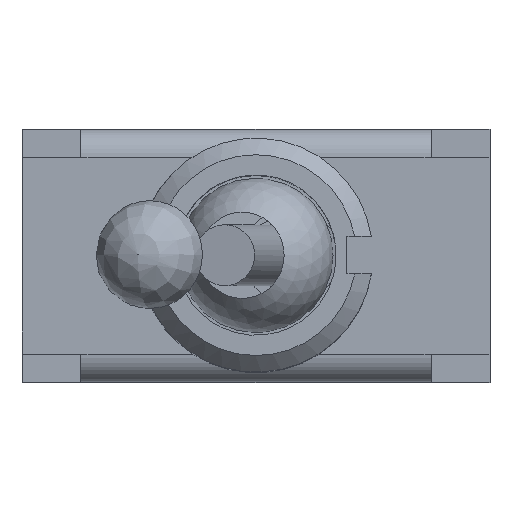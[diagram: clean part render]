
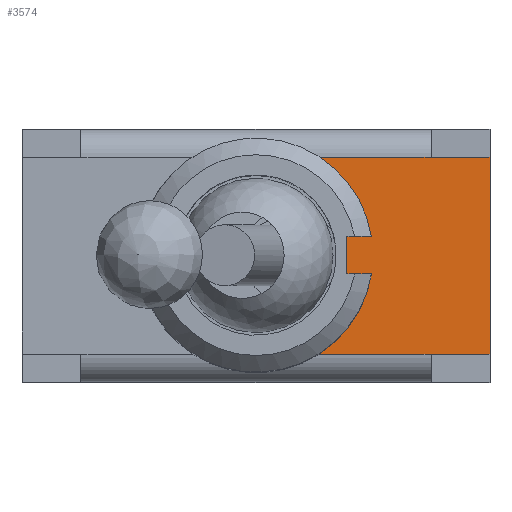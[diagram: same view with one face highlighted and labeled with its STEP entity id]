
A CAD part, top view. The second image highlights one B-rep face of the part: STEP entity #3574.
In plain terms, the highlighted planar face has unit normal (0, 0, 1).
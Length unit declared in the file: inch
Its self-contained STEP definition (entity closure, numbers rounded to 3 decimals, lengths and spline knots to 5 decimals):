
#130=PLANE('',#3890);
#328=FACE_OUTER_BOUND('',#547,.T.);
#547=EDGE_LOOP('',(#2863,#2864,#2865,#2866,#2867,#2868,#2869,#2870,#2871,
#2872));
#834=LINE('',#5630,#1236);
#837=LINE('',#5636,#1239);
#839=LINE('',#5639,#1241);
#846=LINE('',#5669,#1248);
#847=LINE('',#5671,#1249);
#848=LINE('',#5673,#1250);
#849=LINE('',#5675,#1251);
#850=LINE('',#5676,#1252);
#1236=VECTOR('',#4527,0.3937);
#1239=VECTOR('',#4532,0.3937);
#1241=VECTOR('',#4536,0.3937);
#1248=VECTOR('',#4569,0.3937);
#1249=VECTOR('',#4570,0.3937);
#1250=VECTOR('',#4571,0.3937);
#1251=VECTOR('',#4572,0.3937);
#1252=VECTOR('',#4573,0.3937);
#1525=CIRCLE('',#3879,0.125);
#1527=CIRCLE('',#3881,0.125);
#1709=VERTEX_POINT('',#5558);
#1711=VERTEX_POINT('',#5563);
#1718=VERTEX_POINT('',#5627);
#1719=VERTEX_POINT('',#5629);
#1720=VERTEX_POINT('',#5633);
#1721=VERTEX_POINT('',#5635);
#1731=VERTEX_POINT('',#5668);
#1732=VERTEX_POINT('',#5670);
#1733=VERTEX_POINT('',#5672);
#1734=VERTEX_POINT('',#5674);
#2117=EDGE_CURVE('',#1719,#1718,#834,.T.);
#2120=EDGE_CURVE('',#1721,#1720,#837,.T.);
#2122=EDGE_CURVE('',#1720,#1719,#839,.T.);
#2123=EDGE_CURVE('',#1711,#1721,#1525,.T.);
#2125=EDGE_CURVE('',#1718,#1709,#1527,.T.);
#2138=EDGE_CURVE('',#1709,#1731,#846,.T.);
#2139=EDGE_CURVE('',#1731,#1732,#847,.T.);
#2140=EDGE_CURVE('',#1732,#1733,#848,.T.);
#2141=EDGE_CURVE('',#1734,#1733,#849,.T.);
#2142=EDGE_CURVE('',#1711,#1734,#850,.T.);
#2863=ORIENTED_EDGE('',*,*,#2123,.T.);
#2864=ORIENTED_EDGE('',*,*,#2120,.T.);
#2865=ORIENTED_EDGE('',*,*,#2122,.T.);
#2866=ORIENTED_EDGE('',*,*,#2117,.T.);
#2867=ORIENTED_EDGE('',*,*,#2125,.T.);
#2868=ORIENTED_EDGE('',*,*,#2138,.T.);
#2869=ORIENTED_EDGE('',*,*,#2139,.T.);
#2870=ORIENTED_EDGE('',*,*,#2140,.T.);
#2871=ORIENTED_EDGE('',*,*,#2141,.F.);
#2872=ORIENTED_EDGE('',*,*,#2142,.F.);
#3574=ADVANCED_FACE('',(#328),#130,.T.);
#3879=AXIS2_PLACEMENT_3D('',#5641,#4539,#4540);
#3881=AXIS2_PLACEMENT_3D('',#5643,#4543,#4544);
#3890=AXIS2_PLACEMENT_3D('',#5667,#4567,#4568);
#4527=DIRECTION('',(1.,0.,0.));
#4532=DIRECTION('',(-1.,0.,0.));
#4536=DIRECTION('',(0.,-1.,0.));
#4539=DIRECTION('center_axis',(0.,0.,
-1.));
#4540=DIRECTION('ref_axis',(0.987,0.161,0.));
#4543=DIRECTION('center_axis',(0.,0.,
-1.));
#4544=DIRECTION('ref_axis',(0.987,0.161,0.));
#4567=DIRECTION('center_axis',(0.,0.,
1.));
#4568=DIRECTION('ref_axis',(0.,-1.,0.));
#4569=DIRECTION('',(1.,0.,0.));
#4570=DIRECTION('',(1.,0.,0.));
#4571=DIRECTION('',(0.,1.,0.));
#4572=DIRECTION('',(1.,0.,0.));
#4573=DIRECTION('',(1.,0.,0.));
#5558=CARTESIAN_POINT('',(0.06764,-0.10512,0.35));
#5563=CARTESIAN_POINT('',(0.06764,0.10512,0.35));
#5627=CARTESIAN_POINT('',(0.12338,-0.02008,0.35));
#5629=CARTESIAN_POINT('',(0.09705,-0.02008,0.35));
#5630=CARTESIAN_POINT('',(0.04852,-0.02008,0.35));
#5633=CARTESIAN_POINT('',(0.09705,0.02008,0.35));
#5635=CARTESIAN_POINT('',(0.12338,0.02008,0.35));
#5636=CARTESIAN_POINT('',(0.06169,0.02008,0.35));
#5639=CARTESIAN_POINT('',(0.09705,0.0626,0.35));
#5641=CARTESIAN_POINT('Origin',(0.,0.,
0.35));
#5643=CARTESIAN_POINT('Origin',(0.,0.,
0.35));
#5667=CARTESIAN_POINT('Origin',(0.,0.10512,
0.35));
#5668=CARTESIAN_POINT('',(0.18701,-0.10512,0.35));
#5669=CARTESIAN_POINT('',(0.,-0.10512,0.35));
#5670=CARTESIAN_POINT('',(0.25,-0.10512,0.35));
#5671=CARTESIAN_POINT('',(0.18701,-0.10512,0.35));
#5672=CARTESIAN_POINT('',(0.25,0.10512,0.35));
#5673=CARTESIAN_POINT('',(0.25,0.10512,0.35));
#5674=CARTESIAN_POINT('',(0.18701,0.10512,0.35));
#5675=CARTESIAN_POINT('',(0.18701,0.10512,0.35));
#5676=CARTESIAN_POINT('',(0.,0.10512,0.35));
